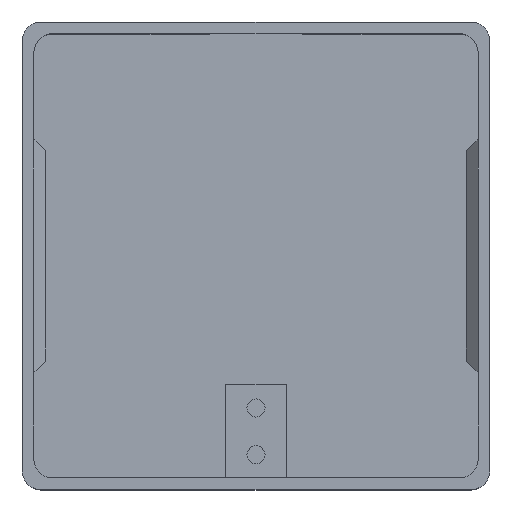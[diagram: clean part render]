
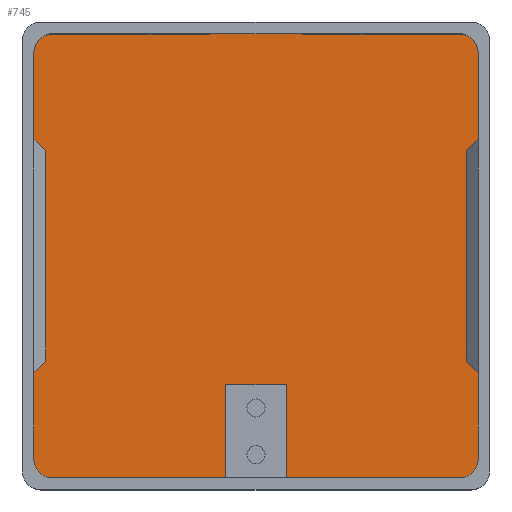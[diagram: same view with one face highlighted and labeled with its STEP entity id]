
A CAD part, top view. The second image highlights one B-rep face of the part: STEP entity #745.
In plain terms, the highlighted planar face has unit normal (0, 0, 1).
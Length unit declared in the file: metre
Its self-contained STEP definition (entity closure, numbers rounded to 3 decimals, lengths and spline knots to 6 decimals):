
#22=CIRCLE('',#800,0.004);
#23=CIRCLE('',#801,0.004);
#24=CIRCLE('',#802,0.004);
#25=CIRCLE('',#803,0.004);
#78=ORIENTED_EDGE('',*,*,#289,.F.);
#79=ORIENTED_EDGE('',*,*,#294,.T.);
#80=ORIENTED_EDGE('',*,*,#295,.T.);
#81=ORIENTED_EDGE('',*,*,#296,.F.);
#82=ORIENTED_EDGE('',*,*,#293,.F.);
#83=ORIENTED_EDGE('',*,*,#297,.T.);
#84=ORIENTED_EDGE('',*,*,#298,.F.);
#85=ORIENTED_EDGE('',*,*,#299,.T.);
#86=ORIENTED_EDGE('',*,*,#268,.T.);
#87=ORIENTED_EDGE('',*,*,#300,.F.);
#88=ORIENTED_EDGE('',*,*,#265,.T.);
#89=ORIENTED_EDGE('',*,*,#301,.T.);
#90=ORIENTED_EDGE('',*,*,#272,.T.);
#91=ORIENTED_EDGE('',*,*,#302,.T.);
#92=ORIENTED_EDGE('',*,*,#303,.T.);
#93=ORIENTED_EDGE('',*,*,#304,.T.);
#265=EDGE_CURVE('',#371,#373,#445,.T.);
#268=EDGE_CURVE('',#377,#376,#448,.T.);
#272=EDGE_CURVE('',#381,#380,#452,.T.);
#289=EDGE_CURVE('',#397,#398,#469,.T.);
#293=EDGE_CURVE('',#401,#391,#473,.T.);
#294=EDGE_CURVE('',#397,#402,#474,.T.);
#295=EDGE_CURVE('',#402,#403,#475,.T.);
#296=EDGE_CURVE('',#391,#403,#476,.T.);
#297=EDGE_CURVE('',#401,#404,#22,.T.);
#298=EDGE_CURVE('',#405,#404,#477,.T.);
#299=EDGE_CURVE('',#405,#377,#23,.T.);
#300=EDGE_CURVE('',#371,#376,#478,.T.);
#301=EDGE_CURVE('',#373,#381,#479,.T.);
#302=EDGE_CURVE('',#380,#406,#24,.T.);
#303=EDGE_CURVE('',#406,#407,#480,.T.);
#304=EDGE_CURVE('',#407,#398,#25,.T.);
#371=VERTEX_POINT('',#1080);
#373=VERTEX_POINT('',#1084);
#376=VERTEX_POINT('',#1091);
#377=VERTEX_POINT('',#1093);
#380=VERTEX_POINT('',#1099);
#381=VERTEX_POINT('',#1101);
#391=VERTEX_POINT('',#1123);
#397=VERTEX_POINT('',#1135);
#398=VERTEX_POINT('',#1137);
#401=VERTEX_POINT('',#1143);
#402=VERTEX_POINT('',#1147);
#403=VERTEX_POINT('',#1149);
#404=VERTEX_POINT('',#1152);
#405=VERTEX_POINT('',#1154);
#406=VERTEX_POINT('',#1159);
#407=VERTEX_POINT('',#1161);
#445=LINE('',#1085,#533);
#448=LINE('',#1092,#536);
#452=LINE('',#1100,#540);
#469=LINE('',#1136,#557);
#473=LINE('',#1144,#561);
#474=LINE('',#1146,#562);
#475=LINE('',#1148,#563);
#476=LINE('',#1150,#564);
#477=LINE('',#1153,#565);
#478=LINE('',#1156,#566);
#479=LINE('',#1157,#567);
#480=LINE('',#1160,#568);
#533=VECTOR('',#867,1.);
#536=VECTOR('',#872,1.);
#540=VECTOR('',#876,1.);
#557=VECTOR('',#897,1.);
#561=VECTOR('',#901,1.);
#562=VECTOR('',#904,1.);
#563=VECTOR('',#905,1.);
#564=VECTOR('',#906,1.);
#565=VECTOR('',#909,1.);
#566=VECTOR('',#912,1.);
#567=VECTOR('',#913,1.);
#568=VECTOR('',#916,1.);
#620=EDGE_LOOP('',(#78,#79,#80,#81,#82,#83,#84,#85,#86,#87,#88,#89,#90,
#91,#92,#93));
#668=FACE_BOUND('',#620,.T.);
#714=PLANE('',#799);
#745=ADVANCED_FACE('',(#668),#714,.T.);
#799=AXIS2_PLACEMENT_3D('',#1145,#902,#903);
#800=AXIS2_PLACEMENT_3D('',#1151,#907,#908);
#801=AXIS2_PLACEMENT_3D('',#1155,#910,#911);
#802=AXIS2_PLACEMENT_3D('',#1158,#914,#915);
#803=AXIS2_PLACEMENT_3D('',#1162,#917,#918);
#867=DIRECTION('',(-1.,0.,0.));
#872=DIRECTION('',(-1.,0.,0.));
#876=DIRECTION('',(-1.,0.,0.));
#897=DIRECTION('',(-1.,0.,0.));
#901=DIRECTION('',(-1.,0.,0.));
#902=DIRECTION('',(0.,0.,1.));
#903=DIRECTION('',(1.,0.,0.));
#904=DIRECTION('',(0.,1.,0.));
#905=DIRECTION('',(1.,0.,0.));
#906=DIRECTION('',(0.,1.,0.));
#907=DIRECTION('',(0.,0.,1.));
#908=DIRECTION('',(1.,0.,0.));
#909=DIRECTION('',(0.,-1.,0.));
#910=DIRECTION('',(0.,0.,1.));
#911=DIRECTION('',(1.,0.,0.));
#912=DIRECTION('',(0.,-1.,0.));
#913=DIRECTION('',(0.,-1.,0.));
#914=DIRECTION('',(0.,0.,1.));
#915=DIRECTION('',(1.,0.,0.));
#916=DIRECTION('',(0.,-1.,0.));
#917=DIRECTION('',(0.,0.,1.));
#918=DIRECTION('',(1.,0.,0.));
#1080=CARTESIAN_POINT('',(0.01,0.05,0.0025));
#1084=CARTESIAN_POINT('',(-0.01,0.05,0.0025));
#1085=CARTESIAN_POINT('',(0.,0.05,0.0025));
#1091=CARTESIAN_POINT('',(0.01,0.0475,0.0025));
#1092=CARTESIAN_POINT('',(0.,0.0475,0.0025));
#1093=CARTESIAN_POINT('',(0.0435,0.0475,0.0025));
#1099=CARTESIAN_POINT('',(-0.0435,0.0475,0.0025));
#1100=CARTESIAN_POINT('',(0.,0.0475,0.0025));
#1101=CARTESIAN_POINT('',(-0.01,0.0475,0.0025));
#1123=CARTESIAN_POINT('',(0.0065,-0.0475,0.0025));
#1135=CARTESIAN_POINT('',(-0.0065,-0.0475,0.0025));
#1136=CARTESIAN_POINT('',(0.,-0.0475,0.0025));
#1137=CARTESIAN_POINT('',(-0.0435,-0.0475,0.0025));
#1143=CARTESIAN_POINT('',(0.0435,-0.0475,0.0025));
#1144=CARTESIAN_POINT('',(0.,-0.0475,0.0025));
#1145=CARTESIAN_POINT('',(0.,0.,0.0025));
#1146=CARTESIAN_POINT('',(-0.0065,-0.0375,0.0025));
#1147=CARTESIAN_POINT('',(-0.0065,-0.0275,0.0025));
#1148=CARTESIAN_POINT('',(0.,-0.0275,0.0025));
#1149=CARTESIAN_POINT('',(0.0065,-0.0275,0.0025));
#1150=CARTESIAN_POINT('',(0.0065,-0.0375,0.0025));
#1151=CARTESIAN_POINT('',(0.0435,-0.0435,0.0025));
#1152=CARTESIAN_POINT('',(0.0475,-0.0435,0.0025));
#1153=CARTESIAN_POINT('',(0.0475,0.,0.0025));
#1154=CARTESIAN_POINT('',(0.0475,0.0435,0.0025));
#1155=CARTESIAN_POINT('',(0.0435,0.0435,0.0025));
#1156=CARTESIAN_POINT('',(0.01,0.05,0.0025));
#1157=CARTESIAN_POINT('',(-0.01,0.05,0.0025));
#1158=CARTESIAN_POINT('',(-0.0435,0.0435,0.0025));
#1159=CARTESIAN_POINT('',(-0.0475,0.0435,0.0025));
#1160=CARTESIAN_POINT('',(-0.0475,0.,0.0025));
#1161=CARTESIAN_POINT('',(-0.0475,-0.0435,0.0025));
#1162=CARTESIAN_POINT('',(-0.0435,-0.0435,0.0025));
